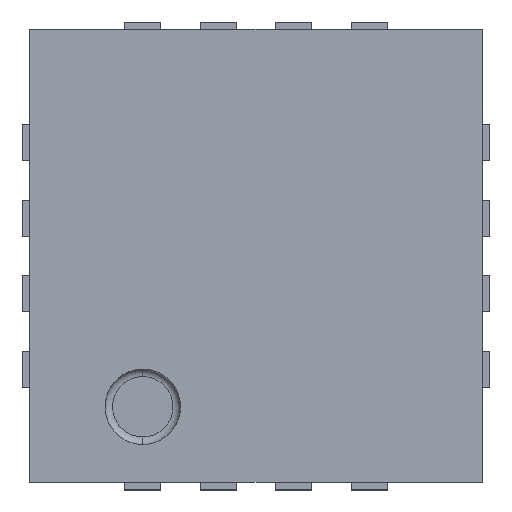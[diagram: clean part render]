
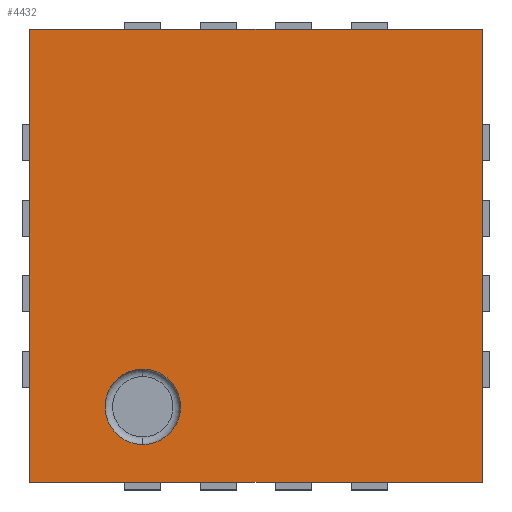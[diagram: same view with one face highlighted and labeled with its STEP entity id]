
A CAD part, top view. The second image highlights one B-rep face of the part: STEP entity #4432.
In plain terms, the highlighted planar face has unit normal (0, 0, 1).
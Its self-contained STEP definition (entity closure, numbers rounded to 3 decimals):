
#4279 = VERTEX_POINT('',#4280);
#4280 = CARTESIAN_POINT('',(-0.75,-1.25,0.8));
#4287 = EDGE_CURVE('',#4288,#4279,#4290,.T.);
#4288 = VERTEX_POINT('',#4289);
#4289 = CARTESIAN_POINT('',(-0.75,-0.75,0.8));
#4290 = CIRCLE('',#4291,0.25);
#4291 = AXIS2_PLACEMENT_3D('',#4292,#4293,#4294);
#4292 = CARTESIAN_POINT('',(-0.75,-1.,0.8));
#4293 = DIRECTION('',(0.,0.,1.));
#4294 = DIRECTION('',(0.,-1.,0.));
#4323 = VERTEX_POINT('',#4324);
#4324 = CARTESIAN_POINT('',(-1.5,-1.5,0.8));
#4330 = EDGE_CURVE('',#4331,#4323,#4333,.T.);
#4331 = VERTEX_POINT('',#4332);
#4332 = CARTESIAN_POINT('',(-1.5,1.5,0.8));
#4333 = LINE('',#4334,#4335);
#4334 = CARTESIAN_POINT('',(-1.5,-1.5,0.8));
#4335 = VECTOR('',#4336,1.);
#4336 = DIRECTION('',(0.,-1.,0.));
#4361 = VERTEX_POINT('',#4362);
#4362 = CARTESIAN_POINT('',(1.5,-1.5,0.8));
#4368 = EDGE_CURVE('',#4323,#4361,#4369,.T.);
#4369 = LINE('',#4370,#4371);
#4370 = CARTESIAN_POINT('',(1.5,-1.5,0.8));
#4371 = VECTOR('',#4372,1.);
#4372 = DIRECTION('',(1.,0.,0.));
#4392 = VERTEX_POINT('',#4393);
#4393 = CARTESIAN_POINT('',(1.5,1.5,0.8));
#4399 = EDGE_CURVE('',#4361,#4392,#4400,.T.);
#4400 = LINE('',#4401,#4402);
#4401 = CARTESIAN_POINT('',(1.5,-1.5,0.8));
#4402 = VECTOR('',#4403,1.);
#4403 = DIRECTION('',(0.,1.,0.));
#4421 = EDGE_CURVE('',#4392,#4331,#4422,.T.);
#4422 = LINE('',#4423,#4424);
#4423 = CARTESIAN_POINT('',(1.5,1.5,0.8));
#4424 = VECTOR('',#4425,1.);
#4425 = DIRECTION('',(-1.,0.,0.));
#4432 = ADVANCED_FACE('',(#4433,#4443),#4449,.T.);
#4433 = FACE_BOUND('',#4434,.T.);
#4434 = EDGE_LOOP('',(#4435,#4442));
#4435 = ORIENTED_EDGE('',*,*,#4436,.F.);
#4436 = EDGE_CURVE('',#4279,#4288,#4437,.T.);
#4437 = CIRCLE('',#4438,0.25);
#4438 = AXIS2_PLACEMENT_3D('',#4439,#4440,#4441);
#4439 = CARTESIAN_POINT('',(-0.75,-1.,0.8));
#4440 = DIRECTION('',(0.,0.,1.));
#4441 = DIRECTION('',(0.,-1.,0.));
#4442 = ORIENTED_EDGE('',*,*,#4287,.F.);
#4443 = FACE_BOUND('',#4444,.T.);
#4444 = EDGE_LOOP('',(#4445,#4446,#4447,#4448));
#4445 = ORIENTED_EDGE('',*,*,#4330,.T.);
#4446 = ORIENTED_EDGE('',*,*,#4368,.T.);
#4447 = ORIENTED_EDGE('',*,*,#4399,.T.);
#4448 = ORIENTED_EDGE('',*,*,#4421,.T.);
#4449 = PLANE('',#4450);
#4450 = AXIS2_PLACEMENT_3D('',#4451,#4452,#4453);
#4451 = CARTESIAN_POINT('',(0.,0.,0.8));
#4452 = DIRECTION('',(0.,0.,1.));
#4453 = DIRECTION('',(0.,-1.,0.));
